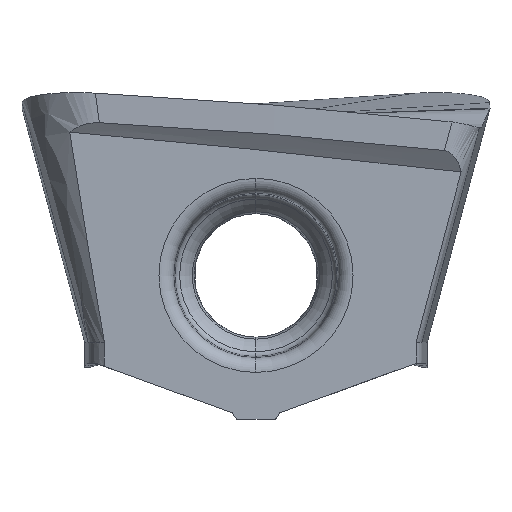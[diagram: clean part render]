
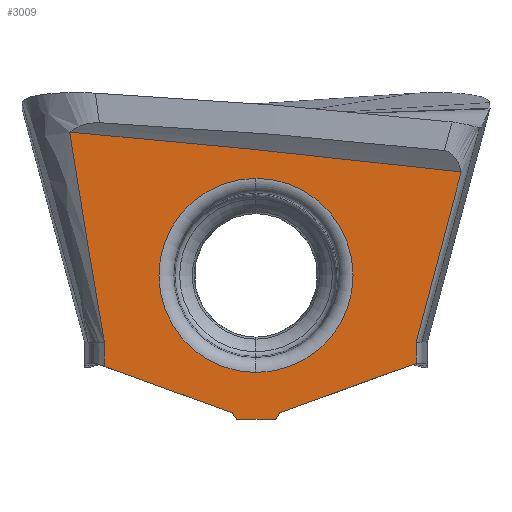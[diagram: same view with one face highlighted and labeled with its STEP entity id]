
A CAD part, front view. The second image highlights one B-rep face of the part: STEP entity #3009.
In plain terms, the highlighted planar face has unit normal (0, -1, 0).
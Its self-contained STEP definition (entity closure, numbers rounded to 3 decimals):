
#524=DIRECTION('',(-0.94,0.,-0.342));
#525=VECTOR('',#524,4.941);
#526=CARTESIAN_POINT('',(5.447,0.,
-2.991));
#527=LINE('',#526,#525);
#531=DIRECTION('',(-0.574,0.,-0.819));
#532=VECTOR('',#531,0.268);
#533=CARTESIAN_POINT('',(0.804,0.,
-4.68));
#534=LINE('',#533,#532);
#538=DIRECTION('',(-1.,0.,0.));
#539=VECTOR('',#538,1.3);
#540=CARTESIAN_POINT('',(0.65,0.,-4.9));
#541=LINE('',#540,#539);
#545=DIRECTION('',(-0.574,0.,0.819));
#546=VECTOR('',#545,0.268);
#547=CARTESIAN_POINT('',(-0.65,0.,
-4.9));
#548=LINE('',#547,#546);
#552=DIRECTION('',(-0.94,0.,0.342));
#553=VECTOR('',#552,4.633);
#554=CARTESIAN_POINT('',(-0.804,0.,
-4.68));
#555=LINE('',#554,#553);
#559=DIRECTION('',(0.,0.,1.));
#560=VECTOR('',#559,0.815);
#561=CARTESIAN_POINT('',(-5.158,0.,
-3.096));
#562=LINE('',#561,#560);
#566=CARTESIAN_POINT('',(-6.339,0.,4.876));
#567=CARTESIAN_POINT('',(-5.583,0.,4.81));
#568=CARTESIAN_POINT('',(-4.075,0.,
4.679));
#569=CARTESIAN_POINT('',(-1.793,0.,4.462));
#570=CARTESIAN_POINT('',(0.409,0.,
4.239));
#571=CARTESIAN_POINT('',(2.648,0.,4.002));
#572=CARTESIAN_POINT('',(4.806,0.,3.765));
#573=CARTESIAN_POINT('',(6.258,0.,
3.601));
#574=CARTESIAN_POINT('',(6.982,0.,
3.519));
#579=DIRECTION('',(0.,0.,-1.));
#580=VECTOR('',#579,0.711);
#581=CARTESIAN_POINT('',(5.447,0.,
-2.28));
#582=LINE('',#581,#580);
#586=CARTESIAN_POINT('',(0.,0.,
0.));
#587=DIRECTION('',(0.,-1.,0.));
#588=DIRECTION('',(0.,0.,1.));
#589=AXIS2_PLACEMENT_3D('',#586,#587,#588);
#594=CARTESIAN_POINT('',(0.,0.,
0.));
#595=DIRECTION('',(0.,-1.,0.));
#596=DIRECTION('',(-0.006,0.,1.));
#597=AXIS2_PLACEMENT_3D('',#594,#595,#596);
#602=CARTESIAN_POINT('',(0.,0.,
0.));
#603=DIRECTION('',(0.,-1.,0.));
#604=DIRECTION('',(0.,0.,-1.));
#605=AXIS2_PLACEMENT_3D('',#602,#603,#604);
#610=CARTESIAN_POINT('',(0.,0.,
0.));
#611=DIRECTION('',(0.,-1.,0.));
#612=DIRECTION('',(0.006,0.,-1.));
#613=AXIS2_PLACEMENT_3D('',#610,#611,#612);
#991=CARTESIAN_POINT('',(-6.339,0.,4.876));
#992=CARTESIAN_POINT('',(-6.197,0.,3.978));
#993=CARTESIAN_POINT('',(-5.921,0.,
2.249));
#994=CARTESIAN_POINT('',(-5.526,0.,
-0.136));
#995=CARTESIAN_POINT('',(-5.278,0.,
-1.588));
#996=CARTESIAN_POINT('',(-5.158,0.,
-2.28));
#1172=CARTESIAN_POINT('',(5.447,0.,
-2.28));
#1173=CARTESIAN_POINT('',(5.618,0.,
-1.633));
#1174=CARTESIAN_POINT('',(5.96,0.,
-0.341));
#1175=CARTESIAN_POINT('',(6.472,0.,
1.592));
#1176=CARTESIAN_POINT('',(6.812,0.,
2.877));
#1177=CARTESIAN_POINT('',(6.982,0.,
3.519));
#2361=CARTESIAN_POINT('',(0.018,0.,
-3.303));
#2362=CARTESIAN_POINT('',(0.,0.,
3.303));
#2363=VERTEX_POINT('',#2361);
#2364=VERTEX_POINT('',#2362);
#2365=CARTESIAN_POINT('',(0.,0.,
-3.303));
#2366=VERTEX_POINT('',#2365);
#2367=CARTESIAN_POINT('',(5.447,0.,
-2.991));
#2368=CARTESIAN_POINT('',(0.804,0.,
-4.68));
#2369=VERTEX_POINT('',#2367);
#2370=VERTEX_POINT('',#2368);
#2371=CARTESIAN_POINT('',(0.65,0.,-4.9));
#2372=VERTEX_POINT('',#2371);
#2373=CARTESIAN_POINT('',(-0.65,0.,
-4.9));
#2374=VERTEX_POINT('',#2373);
#2375=CARTESIAN_POINT('',(-0.804,0.,
-4.68));
#2376=VERTEX_POINT('',#2375);
#2377=CARTESIAN_POINT('',(-5.158,0.,
-3.096));
#2378=VERTEX_POINT('',#2377);
#2379=CARTESIAN_POINT('',(-5.158,0.,
-2.28));
#2380=VERTEX_POINT('',#2379);
#2381=VERTEX_POINT('',#991);
#2382=VERTEX_POINT('',#574);
#2383=VERTEX_POINT('',#1172);
#2384=CARTESIAN_POINT('',(-0.018,0.,
3.303));
#2385=VERTEX_POINT('',#2384);
#2975=CARTESIAN_POINT('',(0.567,0.,-0.795));
#2976=DIRECTION('',(0.,-1.,0.));
#2977=DIRECTION('',(0.355,0.,0.935));
#2978=AXIS2_PLACEMENT_3D('',#2975,#2976,#2977);
#2979=PLANE('',#2978);
#2981=ORIENTED_EDGE('',*,*,#2980,.T.);
#2982=ORIENTED_EDGE('',*,*,#2937,.T.);
#2983=ORIENTED_EDGE('',*,*,#2969,.T.);
#2984=ORIENTED_EDGE('',*,*,#2893,.T.);
#2986=ORIENTED_EDGE('',*,*,#2985,.T.);
#2988=ORIENTED_EDGE('',*,*,#2987,.T.);
#2990=ORIENTED_EDGE('',*,*,#2989,.F.);
#2992=ORIENTED_EDGE('',*,*,#2991,.T.);
#2994=ORIENTED_EDGE('',*,*,#2993,.F.);
#2996=ORIENTED_EDGE('',*,*,#2995,.T.);
#2997=EDGE_LOOP('',(#2981,#2982,#2983,#2984,#2986,#2988,#2990,#2992,#2994,
#2996));
#2998=FACE_OUTER_BOUND('',#2997,.F.);
#3000=ORIENTED_EDGE('',*,*,#2999,.T.);
#3002=ORIENTED_EDGE('',*,*,#3001,.T.);
#3004=ORIENTED_EDGE('',*,*,#3003,.T.);
#3006=ORIENTED_EDGE('',*,*,#3005,.T.);
#3007=EDGE_LOOP('',(#3000,#3002,#3004,#3006));
#3008=FACE_BOUND('',#3007,.F.);
#575=B_SPLINE_CURVE_WITH_KNOTS('',3,(#566,#567,#568,#569,#570,#571,#572,#573,
#574),.UNSPECIFIED.,.F.,.F.,(4,1,1,1,1,1,4),(0.,0.167,
0.333,0.5,0.667,0.833,1.),
.UNSPECIFIED.);
#590=CIRCLE('',#589,3.303);
#598=CIRCLE('',#597,3.303);
#606=CIRCLE('',#605,3.303);
#614=CIRCLE('',#613,3.303);
#997=B_SPLINE_CURVE_WITH_KNOTS('',3,(#991,#992,#993,#994,#995,#996),
.UNSPECIFIED.,.F.,.F.,(4,1,1,4),(0.,0.333,0.667,1.),
.UNSPECIFIED.);
#1178=B_SPLINE_CURVE_WITH_KNOTS('',3,(#1172,#1173,#1174,#1175,#1176,#1177),
.UNSPECIFIED.,.F.,.F.,(4,1,1,4),(0.,0.333,0.667,1.),
.UNSPECIFIED.);
#2893=EDGE_CURVE('',#2374,#2376,#548,.T.);
#2937=EDGE_CURVE('',#2370,#2372,#534,.T.);
#2969=EDGE_CURVE('',#2372,#2374,#541,.T.);
#2980=EDGE_CURVE('',#2369,#2370,#527,.T.);
#2985=EDGE_CURVE('',#2376,#2378,#555,.T.);
#2987=EDGE_CURVE('',#2378,#2380,#562,.T.);
#2989=EDGE_CURVE('',#2381,#2380,#997,.T.);
#2991=EDGE_CURVE('',#2381,#2382,#575,.T.);
#2993=EDGE_CURVE('',#2383,#2382,#1178,.T.);
#2995=EDGE_CURVE('',#2383,#2369,#582,.T.);
#2999=EDGE_CURVE('',#2364,#2385,#590,.T.);
#3001=EDGE_CURVE('',#2385,#2366,#598,.T.);
#3003=EDGE_CURVE('',#2366,#2363,#606,.T.);
#3005=EDGE_CURVE('',#2363,#2364,#614,.T.);
#3009=ADVANCED_FACE('',(#2998,#3008),#2979,.T.);
